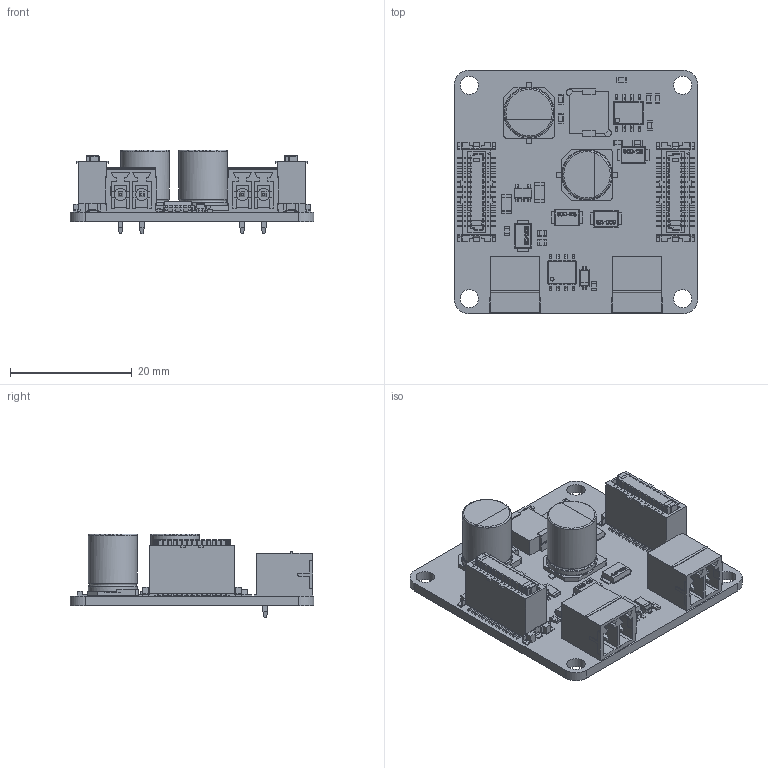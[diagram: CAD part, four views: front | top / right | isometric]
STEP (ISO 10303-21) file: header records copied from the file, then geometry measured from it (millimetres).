
FILE_DESCRIPTION(('FreeCAD Model'),'2;1');
FILE_NAME('step-down.step' ,'2020-12-21T09:54:30',('kicad StepUp'),('ksu MCAD'), 'Open CASCADE STEP processor 7.3','FreeCAD','Unknown');
FILE_SCHEMA(('AUTOMOTIVE_DESIGN { 1 0 10303 214 1 1 1 1 }'));
Length unit declared in the file: millimetre
Products named in the file (36): step-down; Board_Geoms; Local_CS; Pcb; Open CASCADE STEP translator 7.3 2.1.2.1; Step_Models; Top; U2_SO-8_592340C1; U1_SOT-23-5_592340B5; R8_C_0603_592340AC; R7_C_0603_592340A3; R6_C_0603_5923409A; R5_R_0603_59234091; R4_R_1206_59234088; R3_R_0603_5923407F; R2_R_0603_59234076; R1_R_0603_5923406D; Q1_soic_8_39x49_p127_5923405A; L1_Fusion007_5923403F; J2_btb_top_59234008; J1_btb_top_59233FD1; FB1_R_1206_59233FC8; SOD-128; D4_SOD-12_59233FAC; D3_SOD-12_59233F9E; D2_SOD-12_59233F90; D1_SOD-123_59233F7D; C7_c_elec_8x10_59233F69; C6_C_0603_59233F60; C5_C_0603_59233F57; C4_C_0603_59233F4E; C3_C_0603_59233F45; C2_C_0603_59233F3C; C1_c_elec_8x10_59233F28; P1_2er_Phoenix_Buchse_Schwarz_59234048; P2_2er_Phoenix_Buchse_Gr黱_59234051
Assembly tree (35 placements, depth 4):
  step-down
    Board_Geoms
      Local_CS
      Pcb
        Open CASCADE STEP translator 7.3 2.1.2.1
    Step_Models
      Top
        U2_SO-8_592340C1
        U1_SOT-23-5_592340B5
        R8_C_0603_592340AC
        R7_C_0603_592340A3
        R6_C_0603_5923409A
        R5_R_0603_59234091
        R4_R_1206_59234088
        R3_R_0603_5923407F
        R2_R_0603_59234076
        R1_R_0603_5923406D
        Q1_soic_8_39x49_p127_5923405A
        L1_Fusion007_5923403F
        J2_btb_top_59234008
        J1_btb_top_59233FD1
        FB1_R_1206_59233FC8
        SOD-128
        D4_SOD-12_59233FAC
        D3_SOD-12_59233F9E
        D2_SOD-12_59233F90
        D1_SOD-123_59233F7D
        C7_c_elec_8x10_59233F69
        C6_C_0603_59233F60
        C5_C_0603_59233F57
        C4_C_0603_59233F4E
        C3_C_0603_59233F45
        C2_C_0603_59233F3C
        C1_c_elec_8x10_59233F28
        P1_2er_Phoenix_Buchse_Schwarz_59234048
        P2_2er_Phoenix_Buchse_Gr黱_59234051
Bounding box: 40 x 40 x 13.77 mm (x, y, z)
Volume: 5515.7 mm3; surface area: 8348.1 mm2
Topology: 102 solids, 102 shells, 5074 faces, 14123 edges, 9192 vertices
Faces by surface type: plane 3885, cylinder 927, bspline 212, sphere 40, torus 8, revolution 2
Full cylindrical faces by diameter (mm): 0.6 x5, 0.8 x4, 1.4 x4, 2 x4, 3 x4, 8 x4
Entity records: 205881 total; most frequent: CARTESIAN_POINT 39745, ORIENTED_EDGE 28158, DIRECTION 25314, EDGE_CURVE 14079, LINE 11782, VECTOR 11782, VERTEX_POINT 9192, AXIS2_PLACEMENT_3D 6765
